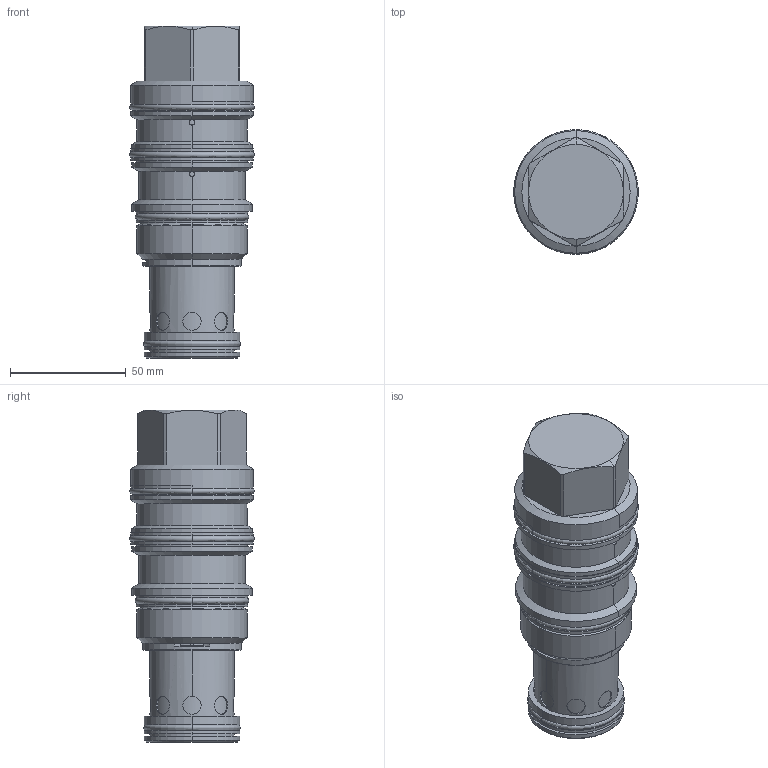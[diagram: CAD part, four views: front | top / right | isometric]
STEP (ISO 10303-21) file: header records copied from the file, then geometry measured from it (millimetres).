
FILE_DESCRIPTION((''),'2;1');
FILE_NAME('DKJRXHN_SW','2023-03-21T13:04:46',('SigMax'),(''),'CREO PARAMETRIC BY PTC INC, 2021072','CREO PARAMETRIC BY PTC INC, 2021072','');
FILE_SCHEMA(('AUTOMOTIVE_DESIGN { 1 0 10303 214 1 1 1 1 }'));
Length unit declared in the file: inch
Products named in the file (1): DKJRXHN_SW
Bounding box: 53.84 x 53.84 x 143.69 mm (x, y, z)
Volume: 220632.1 mm3; surface area: 53179.6 mm2
Topology: 5 solids, 7 shells, 318 faces, 682 edges, 409 vertices
Faces by surface type: cylinder 147, plane 53, torus 52, cone 52, revolution 14
Entity records: 12712 total; most frequent: CARTESIAN_POINT 3333, DIRECTION 1566, ORIENTED_EDGE 1360, EDGE_CURVE 680, AXIS2_PLACEMENT_3D 674, VERTEX_POINT 409, CIRCLE 370, EDGE_LOOP 367
